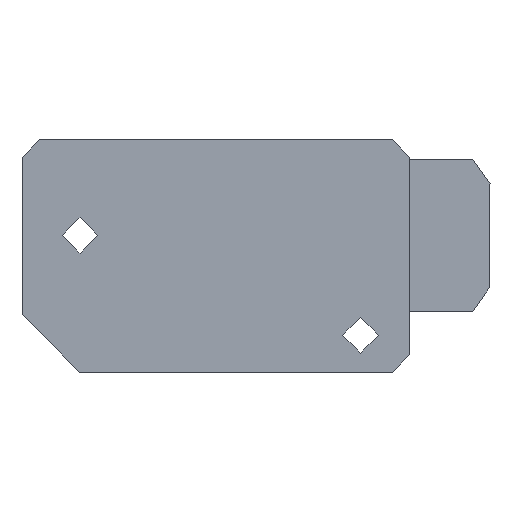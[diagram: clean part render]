
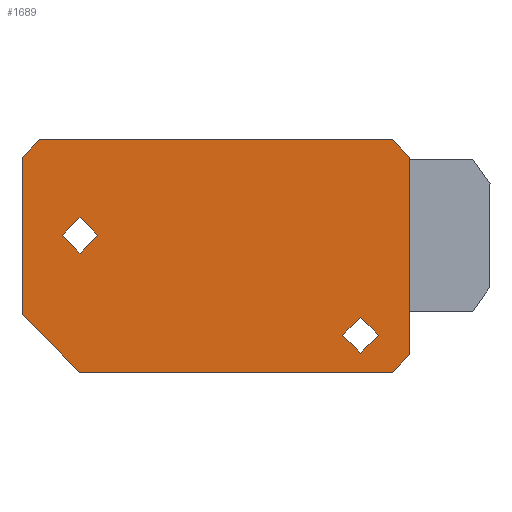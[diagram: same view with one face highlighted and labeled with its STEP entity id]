
A CAD part, front view. The second image highlights one B-rep face of the part: STEP entity #1689.
In plain terms, the highlighted planar face has unit normal (0, -1, 0).
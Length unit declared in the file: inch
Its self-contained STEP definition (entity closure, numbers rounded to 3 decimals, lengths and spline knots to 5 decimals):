
#52=FACE_BOUND('',#208,.T.);
#53=FACE_BOUND('',#209,.T.);
#64=CIRCLE('',#1814,0.0985);
#65=CIRCLE('',#1815,0.09843);
#110=FACE_OUTER_BOUND('',#207,.T.);
#207=EDGE_LOOP('',(#1242,#1243,#1244,#1245,#1246,#1247,#1248,#1249));
#208=EDGE_LOOP('',(#1250));
#209=EDGE_LOOP('',(#1251));
#285=LINE('',#2355,#498);
#325=LINE('',#2438,#538);
#328=LINE('',#2444,#541);
#364=LINE('',#2517,#577);
#365=LINE('',#2518,#578);
#366=LINE('',#2520,#579);
#367=LINE('',#2522,#580);
#368=LINE('',#2523,#581);
#498=VECTOR('',#1908,0.3937);
#538=VECTOR('',#1976,0.3937);
#541=VECTOR('',#1981,0.3937);
#577=VECTOR('',#2055,0.3937);
#578=VECTOR('',#2056,0.3937);
#579=VECTOR('',#2057,0.3937);
#580=VECTOR('',#2058,0.3937);
#581=VECTOR('',#2059,0.3937);
#710=VERTEX_POINT('',#2353);
#711=VERTEX_POINT('',#2354);
#739=VERTEX_POINT('',#2436);
#740=VERTEX_POINT('',#2437);
#741=VERTEX_POINT('',#2442);
#742=VERTEX_POINT('',#2443);
#761=VERTEX_POINT('',#2519);
#762=VERTEX_POINT('',#2521);
#763=VERTEX_POINT('',#2524);
#764=VERTEX_POINT('',#2526);
#861=EDGE_CURVE('',#710,#711,#285,.T.);
#901=EDGE_CURVE('',#739,#740,#325,.T.);
#904=EDGE_CURVE('',#741,#742,#328,.T.);
#943=EDGE_CURVE('',#710,#742,#364,.F.);
#944=EDGE_CURVE('',#741,#740,#365,.T.);
#945=EDGE_CURVE('',#739,#761,#366,.F.);
#946=EDGE_CURVE('',#762,#761,#367,.T.);
#947=EDGE_CURVE('',#711,#762,#368,.T.);
#948=EDGE_CURVE('',#763,#763,#64,.T.);
#949=EDGE_CURVE('',#764,#764,#65,.T.);
#1242=ORIENTED_EDGE('',*,*,#861,.F.);
#1243=ORIENTED_EDGE('',*,*,#943,.T.);
#1244=ORIENTED_EDGE('',*,*,#904,.F.);
#1245=ORIENTED_EDGE('',*,*,#944,.T.);
#1246=ORIENTED_EDGE('',*,*,#901,.F.);
#1247=ORIENTED_EDGE('',*,*,#945,.T.);
#1248=ORIENTED_EDGE('',*,*,#946,.F.);
#1249=ORIENTED_EDGE('',*,*,#947,.F.);
#1250=ORIENTED_EDGE('',*,*,#948,.T.);
#1251=ORIENTED_EDGE('',*,*,#949,.T.);
#1606=PLANE('',#1813);
#1689=ADVANCED_FACE('',(#110,#52,#53),#1606,.T.);
#1813=AXIS2_PLACEMENT_3D('',#2516,#2053,#2054);
#1814=AXIS2_PLACEMENT_3D('',#2525,#2060,#2061);
#1815=AXIS2_PLACEMENT_3D('',#2527,#2062,#2063);
#1908=DIRECTION('',(-0.707,0.,-0.707));
#1976=DIRECTION('',(0.707,0.,0.707));
#1981=DIRECTION('',(0.707,0.,-0.707));
#2053=DIRECTION('center_axis',(0.,-1.,0.));
#2054=DIRECTION('ref_axis',(0.,0.,-1.));
#2055=DIRECTION('',(0.,0.,-1.));
#2056=DIRECTION('',(-1.,0.,0.));
#2057=DIRECTION('',(0.,0.,1.));
#2058=DIRECTION('',(-0.707,0.,0.707));
#2059=DIRECTION('',(-1.,0.,0.));
#2060=DIRECTION('center_axis',(0.,1.,0.));
#2061=DIRECTION('ref_axis',(-1.,0.,0.));
#2062=DIRECTION('center_axis',(0.,1.,0.));
#2063=DIRECTION('ref_axis',(-1.,0.,0.));
#2353=CARTESIAN_POINT('',(18.49764,58.88189,-0.32304));
#2354=CARTESIAN_POINT('',(18.40315,58.88189,-0.41752));
#2355=CARTESIAN_POINT('',(18.1154,58.88189,-0.70527));
#2436=CARTESIAN_POINT('',(16.36614,58.88189,0.76378));
#2437=CARTESIAN_POINT('',(16.46063,58.88189,0.85827));
#2438=CARTESIAN_POINT('',(16.29232,58.88189,0.68996));
#2442=CARTESIAN_POINT('',(18.40315,58.88189,0.85827));
#2443=CARTESIAN_POINT('',(18.49764,58.88189,0.76378));
#2444=CARTESIAN_POINT('',(18.32008,58.88189,0.94134));
#2516=CARTESIAN_POINT('Origin',(16.92913,58.88189,-0.18898));
#2517=CARTESIAN_POINT('',(18.49764,58.88189,0.2874));
#2518=CARTESIAN_POINT('',(16.83465,58.88189,0.85827));
#2519=CARTESIAN_POINT('',(16.36614,58.88189,-0.10256));
#2520=CARTESIAN_POINT('',(16.36614,58.88189,-0.20187));
#2521=CARTESIAN_POINT('',(16.6811,58.88189,-0.41752));
#2522=CARTESIAN_POINT('',(16.60723,58.88189,-0.34365));
#2523=CARTESIAN_POINT('',(16.92913,58.88189,-0.41752));
#2524=CARTESIAN_POINT('',(16.78354,58.88189,0.33465));
#2525=CARTESIAN_POINT('Origin',(16.68504,58.88189,0.33465));
#2526=CARTESIAN_POINT('',(18.32476,58.88189,-0.21477));
#2527=CARTESIAN_POINT('Origin',(18.22634,58.88189,-0.21477));
